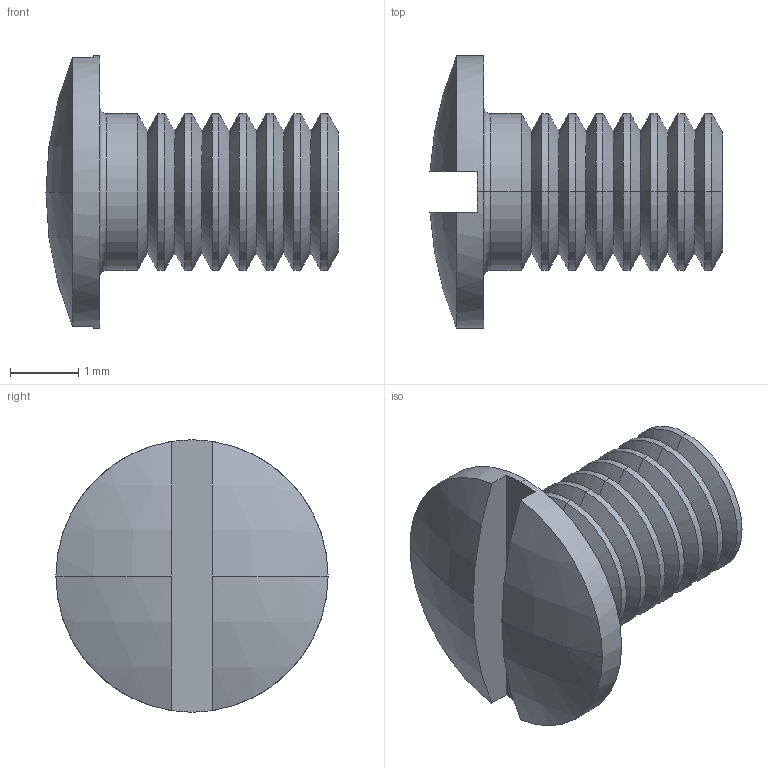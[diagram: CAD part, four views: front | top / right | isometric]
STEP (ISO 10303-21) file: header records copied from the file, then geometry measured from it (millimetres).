
FILE_DESCRIPTION (( 'STEP AP214' ), '1' );
FILE_NAME ('Screw M2.3 x 3.5 binding.STEP', '2025-07-06T08:34:49', ( '' ), ( '' ), 'SwSTEP 2.0', 'SolidWorks 2025', '' );
FILE_SCHEMA (( 'AUTOMOTIVE_DESIGN' ));
Length unit declared in the file: millimetre
Products named in the file (1): Screw M2.3 x 3.5 binding_KS 1021 BS- M2 x 5-S
Bounding box: 4.29 x 4 x 4 mm (x, y, z)
Volume: 18.8 mm3; surface area: 70.6 mm2
Topology: 1 solids, 1 shells, 59 faces, 122 edges, 66 vertices
Faces by surface type: cone 30, cylinder 18, plane 5, sphere 4, torus 2
Entity records: 1570 total; most frequent: DIRECTION 310, CARTESIAN_POINT 248, ORIENTED_EDGE 244, AXIS2_PLACEMENT_3D 128, EDGE_CURVE 122, CIRCLE 68, VERTEX_POINT 66, EDGE_LOOP 60
